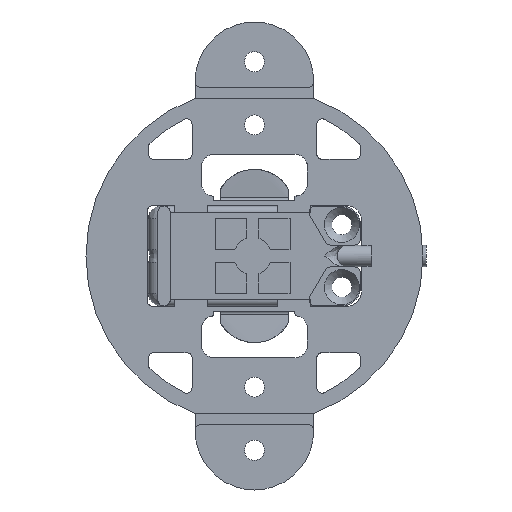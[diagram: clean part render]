
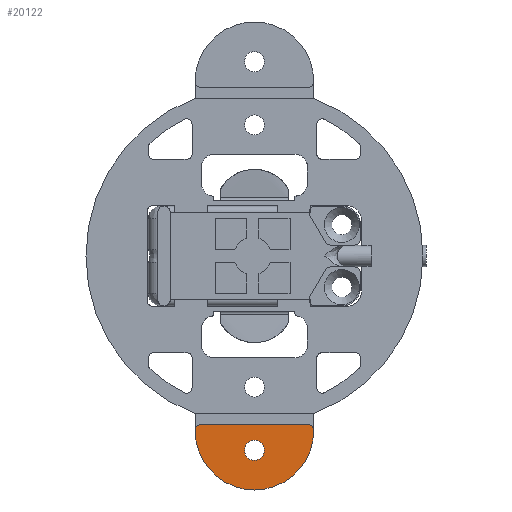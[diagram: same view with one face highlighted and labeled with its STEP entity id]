
A CAD part, front view. The second image highlights one B-rep face of the part: STEP entity #20122.
In plain terms, the highlighted planar face has unit normal (0, -1, 0).
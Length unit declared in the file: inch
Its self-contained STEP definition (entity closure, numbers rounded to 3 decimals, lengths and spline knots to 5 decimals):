
#20 = CARTESIAN_POINT ( 'NONE',  ( 0.66929, -0.11811, -1.10236 ) ) ;
#395 = ORIENTED_EDGE ( 'NONE', *, *, #19666, .F. ) ;
#651 = DIRECTION ( 'NONE',  ( 0., 0., 1. ) ) ;
#852 = CARTESIAN_POINT ( 'NONE',  ( 0.29528, -0.11811, -1.10236 ) ) ;
#2003 = AXIS2_PLACEMENT_3D ( 'NONE', #20552, #7984, #2911 ) ;
#2186 = AXIS2_PLACEMENT_3D ( 'NONE', #32820, #24455, #11406 ) ;
#2732 = ORIENTED_EDGE ( 'NONE', *, *, #8661, .F. ) ;
#2911 = DIRECTION ( 'NONE',  ( 0., 0., 1. ) ) ;
#6877 = VERTEX_POINT ( 'NONE', #32830 ) ;
#6880 = CIRCLE ( 'NONE', #2003, 0.03937 ) ;
#7547 = VERTEX_POINT ( 'NONE', #26519 ) ;
#7984 = DIRECTION ( 'NONE',  ( 0., 1., 0. ) ) ;
#8661 = EDGE_CURVE ( 'NONE', #16831, #25768, #29515, .T. ) ;
#10909 = DIRECTION ( 'NONE',  ( 0., 1., 0. ) ) ;
#10973 = CARTESIAN_POINT ( 'NONE',  ( 0.33465, -0.11811, -1.06299 ) ) ;
#11036 = ORIENTED_EDGE ( 'NONE', *, *, #26648, .F. ) ;
#11406 = DIRECTION ( 'NONE',  ( 0., 0., 1. ) ) ;
#11840 = ORIENTED_EDGE ( 'NONE', *, *, #33160, .F. ) ;
#12630 = EDGE_LOOP ( 'NONE', ( #11036, #18894, #2732, #11840 ) ) ;
#12686 = FACE_BOUND ( 'NONE', #15730, .T. ) ;
#13943 = LINE ( 'NONE', #10973, #30186 ) ;
#15478 = DIRECTION ( 'NONE',  ( 0., 0., 1. ) ) ;
#15730 = EDGE_LOOP ( 'NONE', ( #395 ) ) ;
#15817 = DIRECTION ( 'NONE',  ( 0., 1., 0. ) ) ;
#16831 = VERTEX_POINT ( 'NONE', #24127 ) ;
#17128 = VERTEX_POINT ( 'NONE', #27533 ) ;
#17548 = AXIS2_PLACEMENT_3D ( 'NONE', #20, #15817, #15478 ) ;
#17831 = FACE_OUTER_BOUND ( 'NONE', #12630, .T. ) ;
#18894 = ORIENTED_EDGE ( 'NONE', *, *, #27877, .F. ) ;
#19229 = DIRECTION ( 'NONE',  ( 1., 0., 0. ) ) ;
#19666 = EDGE_CURVE ( 'NONE', #17128, #17128, #19985, .T. ) ;
#19985 = CIRCLE ( 'NONE', #25444, 0.06299 ) ;
#20122 = ADVANCED_FACE ( 'NONE', ( #17831, #12686 ), #23103, .F. ) ;
#20552 = CARTESIAN_POINT ( 'NONE',  ( 1.00394, -0.11811, -1.10236 ) ) ;
#21683 = AXIS2_PLACEMENT_3D ( 'NONE', #26822, #10909, #651 ) ;
#22981 = DIRECTION ( 'NONE',  ( 0., 0., 1. ) ) ;
#23103 = PLANE ( 'NONE',  #21683 ) ;
#24127 = CARTESIAN_POINT ( 'NONE',  ( 1.04331, -0.11811, -1.10236 ) ) ;
#24455 = DIRECTION ( 'NONE',  ( 0., 1., 0. ) ) ;
#25384 = DIRECTION ( 'NONE',  ( 0., -1., 0. ) ) ;
#25444 = AXIS2_PLACEMENT_3D ( 'NONE', #25722, #25384, #22981 ) ;
#25722 = CARTESIAN_POINT ( 'NONE',  ( 0.66929, -0.11811, -1.22638 ) ) ;
#25768 = VERTEX_POINT ( 'NONE', #852 ) ;
#26519 = CARTESIAN_POINT ( 'NONE',  ( 1.00394, -0.11811, -1.06299 ) ) ;
#26648 = EDGE_CURVE ( 'NONE', #6877, #7547, #13943, .T. ) ;
#26822 = CARTESIAN_POINT ( 'NONE',  ( 1.00394, -0.11811, -1.10236 ) ) ;
#27533 = CARTESIAN_POINT ( 'NONE',  ( 0.66929, -0.11811, -1.16339 ) ) ;
#27877 = EDGE_CURVE ( 'NONE', #25768, #6877, #28915, .T. ) ;
#28915 = CIRCLE ( 'NONE', #2186, 0.03937 ) ;
#29515 = CIRCLE ( 'NONE', #17548, 0.37402 ) ;
#30186 = VECTOR ( 'NONE', #19229, 39.37008 ) ;
#32820 = CARTESIAN_POINT ( 'NONE',  ( 0.33465, -0.11811, -1.10236 ) ) ;
#32830 = CARTESIAN_POINT ( 'NONE',  ( 0.33465, -0.11811, -1.06299 ) ) ;
#33160 = EDGE_CURVE ( 'NONE', #7547, #16831, #6880, .T. ) ;
